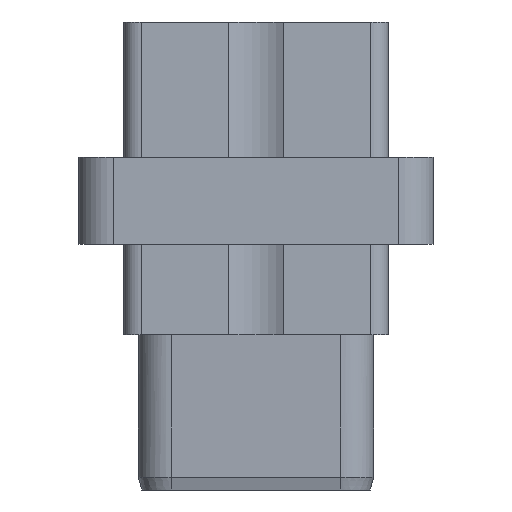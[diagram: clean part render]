
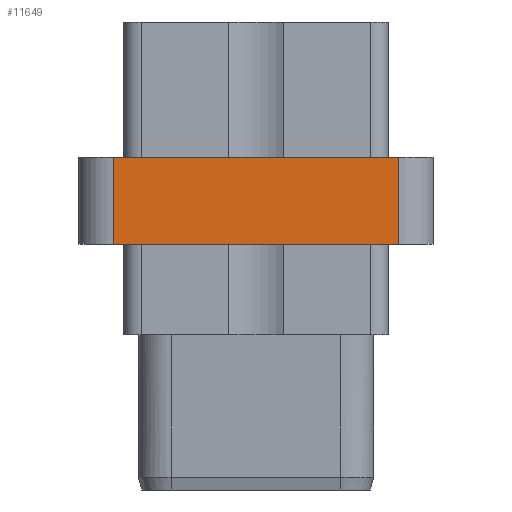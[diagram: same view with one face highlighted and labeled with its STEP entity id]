
A CAD part, left-side view. The second image highlights one B-rep face of the part: STEP entity #11649.
In plain terms, the highlighted planar face has unit normal (-1, 0, 0).
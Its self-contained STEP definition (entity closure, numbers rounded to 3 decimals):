
#5=DIRECTION('',(0.,-1.,0.));
#6=VECTOR('',#5,16.26);
#7=CARTESIAN_POINT('',(-43.93,8.13,0.));
#8=LINE('',#7,#6);
#89=DIRECTION('',(0.,0.,-1.));
#90=VECTOR('',#89,4.96);
#91=CARTESIAN_POINT('',(-43.93,-8.13,4.96));
#92=LINE('',#91,#90);
#116=DIRECTION('',(0.,0.,-1.));
#117=VECTOR('',#116,4.96);
#118=CARTESIAN_POINT('',(-43.93,8.13,4.96));
#119=LINE('',#118,#117);
#169=DIRECTION('',(0.,-1.,0.));
#170=VECTOR('',#169,16.26);
#171=CARTESIAN_POINT('',(-43.93,8.13,4.96));
#172=LINE('',#171,#170);
#8809=CARTESIAN_POINT('',(-43.93,8.13,4.96));
#8810=VERTEX_POINT('',#8809);
#8811=CARTESIAN_POINT('',(-43.93,8.13,0.));
#8812=VERTEX_POINT('',#8811);
#8813=CARTESIAN_POINT('',(-43.93,-8.13,4.96));
#8814=CARTESIAN_POINT('',(-43.93,-8.13,0.));
#8815=VERTEX_POINT('',#8813);
#8816=VERTEX_POINT('',#8814);
#11636=CARTESIAN_POINT('',(-43.93,10.13,0.));
#11637=DIRECTION('',(-1.,0.,0.));
#11638=DIRECTION('',(0.,-1.,0.));
#11639=AXIS2_PLACEMENT_3D('',#11636,#11637,#11638);
#11640=PLANE('',#11639);
#11642=ORIENTED_EDGE('',*,*,#11641,.F.);
#11644=ORIENTED_EDGE('',*,*,#11643,.T.);
#11645=ORIENTED_EDGE('',*,*,#11627,.T.);
#11646=ORIENTED_EDGE('',*,*,#11534,.F.);
#11647=EDGE_LOOP('',(#11642,#11644,#11645,#11646));
#11648=FACE_OUTER_BOUND('',#11647,.F.);
#11649=ADVANCED_FACE('',(#11648),#11640,.T.);
#11534=EDGE_CURVE('',#8812,#8816,#8,.T.);
#11627=EDGE_CURVE('',#8815,#8816,#92,.T.);
#11641=EDGE_CURVE('',#8810,#8812,#119,.T.);
#11643=EDGE_CURVE('',#8810,#8815,#172,.T.);
